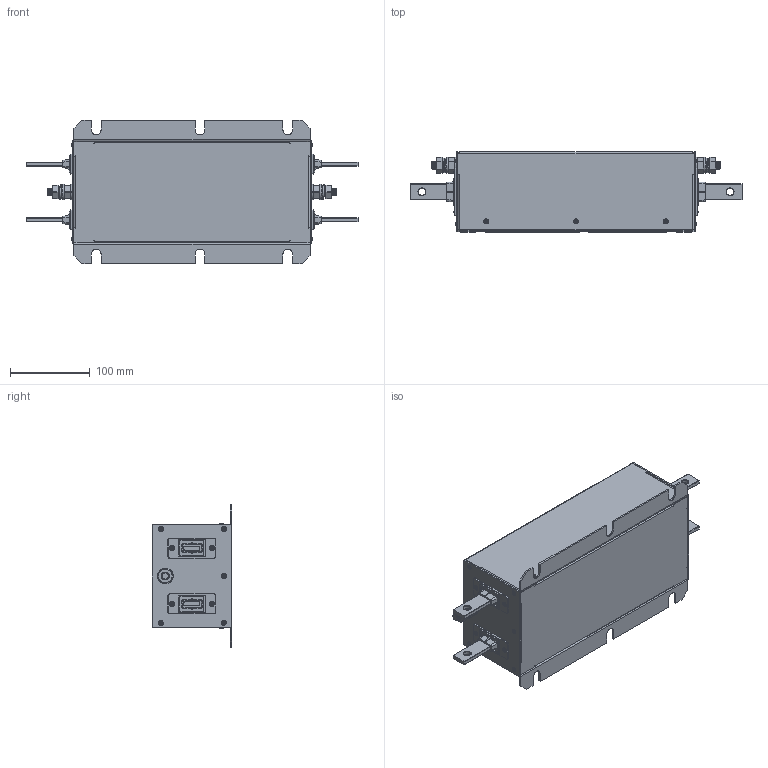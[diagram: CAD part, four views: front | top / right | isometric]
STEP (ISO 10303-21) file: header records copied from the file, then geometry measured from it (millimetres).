
FILE_DESCRIPTION (( 'STEP AP214' ), '1' );
FILE_NAME ('FLLE2250APVI1_EXT.STEP', '2021-04-30T09:40:33', ( '' ), ( '' ), 'SwSTEP 2.0', 'SolidWorks 2021', '' );
FILE_SCHEMA (( 'AUTOMOTIVE_DESIGN' ));
Length unit declared in the file: millimetre
Products named in the file (12): HEX BOLT M10x35_91280A636; HEX NUT M10x1.5_90592A024; 091-00222 Busbar insulation 5x20 RevD; LOCK WASHER M10_91169A210; Busbar 5x20^FLLE2250APVI1_EXT; Rivet ﾘ3.2x3; FLLE2250APVI1_EXT; 094-00280 Case 600A DC RevC; WASHER M10 Ø20_93475A280; 094-00285 Lid 600A DC; 094-00290 Side 250A DC RevB; Rivet ﾘ3.2x4
Assembly tree (48 placements, depth 2):
  FLLE2250APVI1_EXT
    094-00280 Case 600A DC RevC
    094-00290 Side 250A DC RevB  x2
    Rivet ﾘ3.2x4  x16
    091-00222 Busbar insulation 5x20 RevD  x4
    HEX BOLT M10x35_91280A636  x2
    LOCK WASHER M10_91169A210  x2
    WASHER M10 Ø20_93475A280  x4
    HEX NUT M10x1.5_90592A024  x4
    094-00285 Lid 600A DC
    Rivet ﾘ3.2x3  x8
    Busbar 5x20^FLLE2250APVI1_EXT  x4
Bounding box: 416 x 100 x 180 mm (x, y, z)
Volume: 402941.7 mm3; surface area: 451746.6 mm2
Topology: 56 solids, 56 shells, 1898 faces, 4660 edges, 2866 vertices
Faces by surface type: cylinder 556, plane 500, torus 288, bspline 282, cone 272
Entity records: 30056 total; most frequent: CARTESIAN_POINT 14026, ORIENTED_EDGE 3360, DIRECTION 3026, EDGE_CURVE 1680, AXIS2_PLACEMENT_3D 1079, VERTEX_POINT 1060, LINE 868, VECTOR 868
